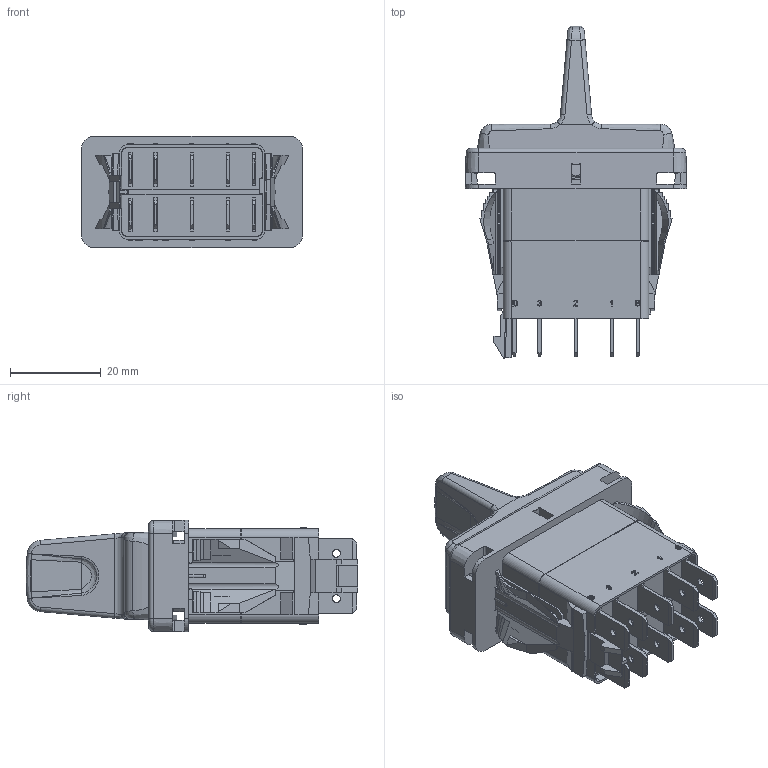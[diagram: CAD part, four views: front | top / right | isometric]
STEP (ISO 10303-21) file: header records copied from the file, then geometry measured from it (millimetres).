
FILE_DESCRIPTION((''),'2;1');
FILE_NAME('VJD2U664-J7700-000_SW0001','2011-09-04T',('leads.cao'),(''),'PRO/ENGINEER BY PARAMETRIC TECHNOLOGY CORPORATION, 2010280','PRO/ENGINEER BY PARAMETRIC TECHNOLOGY CORPORATION, 2010280','');
FILE_SCHEMA(('CONFIG_CONTROL_DESIGN'));
Products named in the file (1): VJD2U664-J7700-000_SW0001
Bounding box: 48.82 x 73.29 x 24.69 mm (x, y, z)
Volume: 17364.1 mm3; surface area: 22242 mm2
Topology: 1 solids, 1 shells, 2475 faces, 6618 edges, 4163 vertices
Faces by surface type: plane 1887, cylinder 276, cone 220, bspline 68, torus 16, extrusion 8
Entity records: 81340 total; most frequent: CARTESIAN_POINT 21879, ORIENTED_EDGE 13228, DIRECTION 10914, EDGE_CURVE 6614, VECTOR 4754, LINE 4746, VERTEX_POINT 4163, AXIS2_PLACEMENT_3D 3080
